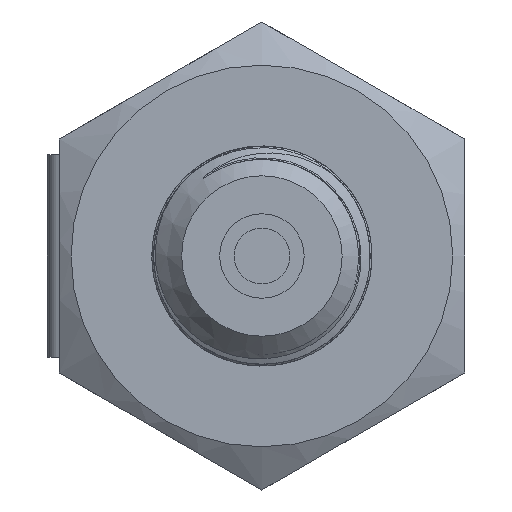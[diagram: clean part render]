
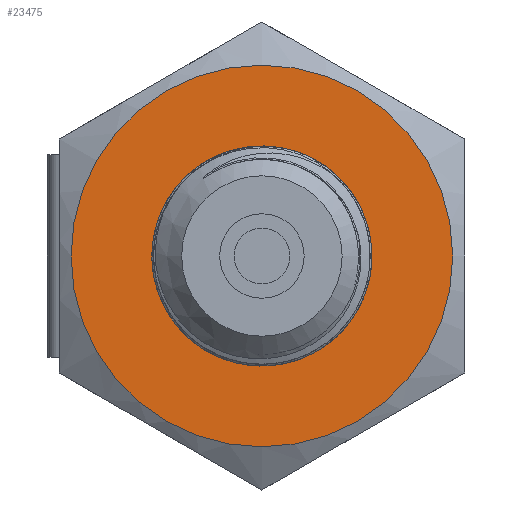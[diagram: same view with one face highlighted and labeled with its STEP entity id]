
A CAD part, left-side view. The second image highlights one B-rep face of the part: STEP entity #23475.
In plain terms, the highlighted planar face has unit normal (-1, 0, 0).
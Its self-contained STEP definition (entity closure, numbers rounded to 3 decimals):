
#208=FACE_BOUND('',#3006,.T.);
#400=PLANE('',#24776);
#1639=FACE_OUTER_BOUND('',#3005,.T.);
#3005=EDGE_LOOP('',(#17380));
#3006=EDGE_LOOP('',(#17381));
#4220=CIRCLE('',#24755,11.3);
#4225=CIRCLE('',#24772,6.5);
#10344=VERTEX_POINT('',#39432);
#10362=VERTEX_POINT('',#43940);
#12941=EDGE_CURVE('',#10344,#10344,#4220,.T.);
#12975=EDGE_CURVE('',#10362,#10362,#4225,.T.);
#17380=ORIENTED_EDGE('',*,*,#12941,.T.);
#17381=ORIENTED_EDGE('',*,*,#12975,.T.);
#23475=ADVANCED_FACE('',(#1639,#208),#400,.T.);
#24755=AXIS2_PLACEMENT_3D('',#39434,#27202,#27203);
#24772=AXIS2_PLACEMENT_3D('',#43941,#27245,#27246);
#24776=AXIS2_PLACEMENT_3D('',#43947,#27253,#27254);
#27202=DIRECTION('center_axis',(-1.,0.,0.));
#27203=DIRECTION('ref_axis',(0.,1.,0.));
#27245=DIRECTION('center_axis',(1.,0.,0.));
#27246=DIRECTION('ref_axis',(0.,0.,-1.));
#27253=DIRECTION('center_axis',(-1.,0.,0.));
#27254=DIRECTION('ref_axis',(0.,0.,1.));
#39432=CARTESIAN_POINT('',(15.,-11.3,0.));
#39434=CARTESIAN_POINT('Origin',(15.,0.,0.));
#43940=CARTESIAN_POINT('',(15.,0.,6.5));
#43941=CARTESIAN_POINT('Origin',(15.,0.,0.));
#43947=CARTESIAN_POINT('Origin',(15.,12.,0.));
